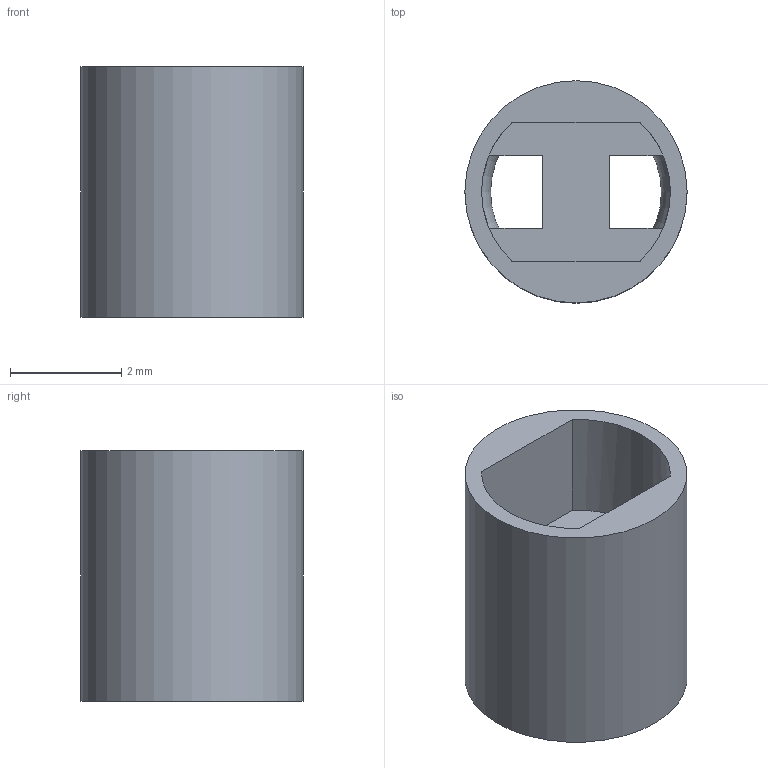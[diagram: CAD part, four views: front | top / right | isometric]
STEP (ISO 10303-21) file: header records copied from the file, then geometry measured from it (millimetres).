
FILE_DESCRIPTION(('FreeCAD Model'),'2;1');
FILE_NAME( 'FIX-LEDS-4.5.step' ,'2020-06-30T21:44:26',('Author'),(''), 'Open CASCADE STEP processor 7.3','FreeCAD','Unknown');
FILE_SCHEMA(('AUTOMOTIVE_DESIGN { 1 0 10303 214 1 1 1 1 }'));
Length unit declared in the file: millimetre
Products named in the file (1): FIX-LED-4.5
Bounding box: 4 x 4 x 4.5 mm (x, y, z)
Volume: 22.8 mm3; surface area: 122.6 mm2
Topology: 1 solids, 1 shells, 16 faces, 46 edges, 30 vertices
Faces by surface type: plane 12, cylinder 3, torus 1
Full cylindrical faces by diameter (mm): 3.4 x2, 4 x1
Entity records: 1269 total; most frequent: CARTESIAN_POINT 221, DIRECTION 176, LINE 105, VECTOR 105, ORIENTED_EDGE 92, PCURVE 92, DEFINITIONAL_REPRESENTATION 92, EDGE_CURVE 46
